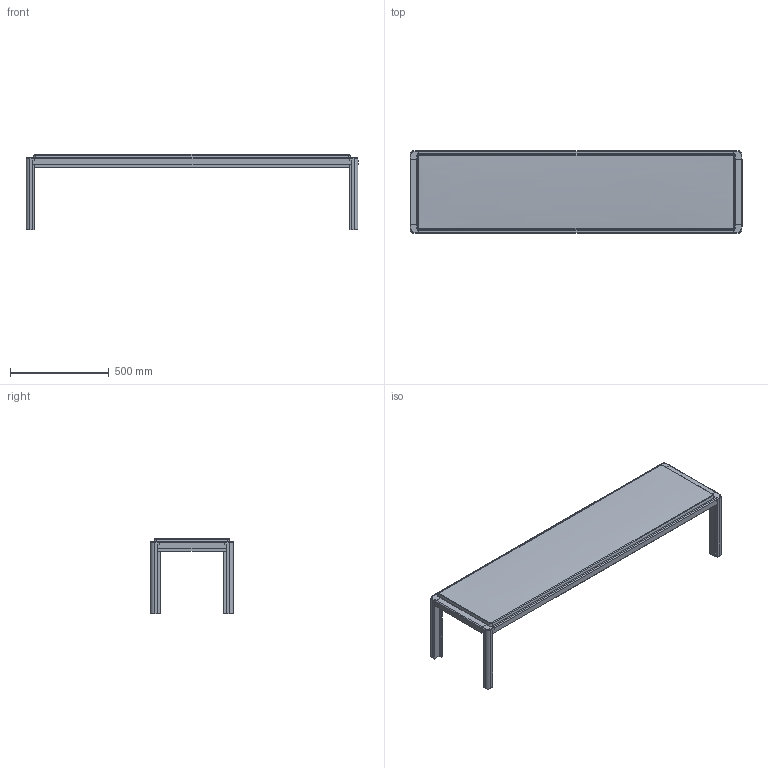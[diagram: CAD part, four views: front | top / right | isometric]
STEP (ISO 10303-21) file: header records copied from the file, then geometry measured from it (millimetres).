
FILE_DESCRIPTION(/* description */ (''),/* implementation_level */ '2;1');
FILE_NAME(/* name */ 'Museum_Bench_CB-31_3D',/* time_stamp */ '2023-12-07T11:05:13+01:00',/* author */ (''),/* organization */ (''),/* preprocessor_version */ 'ST-DEVELOPER v16.5',/* originating_system */ 'Rhino 7.34',/* authorisation */ '');
FILE_SCHEMA (('AUTOMOTIVE_DESIGN'));
Length unit declared in the file: centimetre
Products named in the file (2): Document; Museum_Bench_CB-31
Assembly tree (1 placements, depth 2):
  Document
    Museum_Bench_CB-31
Bounding box: 1685 x 420 x 384.47 mm (x, y, z)
Volume: 28377285.6 mm3; surface area: 4207460 mm2
Topology: 39 solids, 79 shells, 401 faces, 951 edges, 660 vertices
Faces by surface type: plane 349, cylinder 30, bspline 22
Entity records: 13378 total; most frequent: CARTESIAN_POINT 5983, ORIENTED_EDGE 1690, EDGE_CURVE 951, B_SPLINE_CURVE_WITH_KNOTS 832, VERTEX_POINT 660, ADVANCED_FACE 401, FACE_OUTER_BOUND 401, EDGE_LOOP 401
